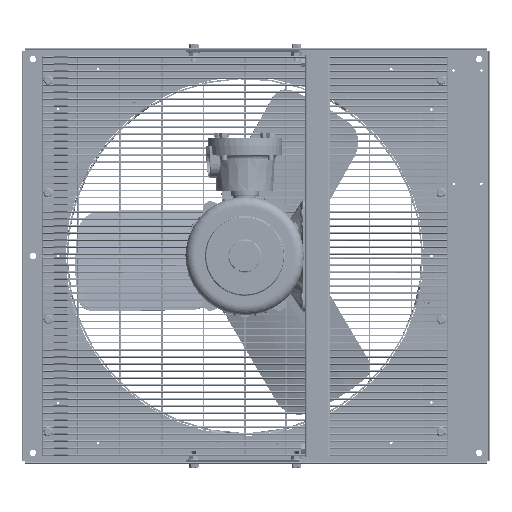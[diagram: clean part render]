
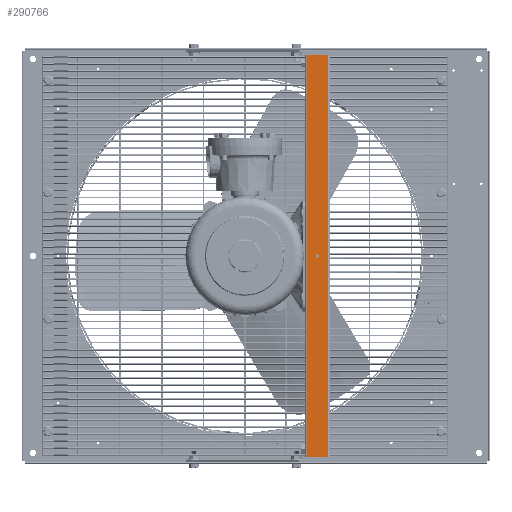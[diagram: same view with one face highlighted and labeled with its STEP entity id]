
A CAD part, left-side view. The second image highlights one B-rep face of the part: STEP entity #290766.
In plain terms, the highlighted planar face has unit normal (-1, 0, 0).
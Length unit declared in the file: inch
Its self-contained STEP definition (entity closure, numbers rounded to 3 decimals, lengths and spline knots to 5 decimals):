
#858 = PLANE ( 'NONE',  #253661 ) ;
#9231 = CARTESIAN_POINT ( 'NONE',  ( -3.98656, -0.25423, 11.73294 ) ) ;
#9690 = CARTESIAN_POINT ( 'NONE',  ( -3.98656, 1.09577, -11.73306 ) ) ;
#12971 = CARTESIAN_POINT ( 'NONE',  ( -3.98656, 0.94577, -11.73306 ) ) ;
#14162 = ORIENTED_EDGE ( 'NONE', *, *, #111557, .F. ) ;
#17052 = DIRECTION ( 'NONE',  ( 0., 0., 1. ) ) ;
#18770 = CARTESIAN_POINT ( 'NONE',  ( -3.98656, 0.94577, 11.73294 ) ) ;
#21914 = LINE ( 'NONE', #50347, #124122 ) ;
#22247 = EDGE_LOOP ( 'NONE', ( #273585, #14162 ) ) ;
#35208 = VERTEX_POINT ( 'NONE', #12971 ) ;
#37041 = AXIS2_PLACEMENT_3D ( 'NONE', #217473, #87002, #17052 ) ;
#48616 = DIRECTION ( 'NONE',  ( 0., 0., -1. ) ) ;
#50347 = CARTESIAN_POINT ( 'NONE',  ( -3.98656, 0.94577, 11.73294 ) ) ;
#51347 = CIRCLE ( 'NONE', #96824, 0.09375 ) ;
#66069 = CARTESIAN_POINT ( 'NONE',  ( -3.98656, 0.34577, 0.09369 ) ) ;
#67206 = VECTOR ( 'NONE', #103922, 39.37008 ) ;
#67444 = VERTEX_POINT ( 'NONE', #139828 ) ;
#72068 = EDGE_CURVE ( 'NONE', #166387, #35208, #21914, .T. ) ;
#82754 = CARTESIAN_POINT ( 'NONE',  ( -3.98656, 1.09577, 11.73294 ) ) ;
#87002 = DIRECTION ( 'NONE',  ( -1., 0., 0. ) ) ;
#87389 = EDGE_LOOP ( 'NONE', ( #333849, #229692, #225122, #211984 ) ) ;
#87958 = DIRECTION ( 'NONE',  ( 0., 0., -1. ) ) ;
#96824 = AXIS2_PLACEMENT_3D ( 'NONE', #137998, #275271, #312060 ) ;
#102470 = FACE_BOUND ( 'NONE', #22247, .T. ) ;
#103922 = DIRECTION ( 'NONE',  ( 0., -1., 0. ) ) ;
#111557 = EDGE_CURVE ( 'NONE', #129299, #253452, #145147, .T. ) ;
#118304 = DIRECTION ( 'NONE',  ( 0., -1., 0. ) ) ;
#124122 = VECTOR ( 'NONE', #48616, 39.37008 ) ;
#129299 = VERTEX_POINT ( 'NONE', #157678 ) ;
#136237 = FACE_OUTER_BOUND ( 'NONE', #87389, .T. ) ;
#137998 = CARTESIAN_POINT ( 'NONE',  ( -3.98656, 0.34577, -0.00006 ) ) ;
#139828 = CARTESIAN_POINT ( 'NONE',  ( -3.98656, -0.25423, 11.73294 ) ) ;
#145008 = LINE ( 'NONE', #9690, #329554 ) ;
#145147 = CIRCLE ( 'NONE', #37041, 0.09375 ) ;
#146349 = LINE ( 'NONE', #9231, #169018 ) ;
#153159 = CARTESIAN_POINT ( 'NONE',  ( -3.98656, -0.25423, -11.73306 ) ) ;
#157678 = CARTESIAN_POINT ( 'NONE',  ( -3.98656, 0.34577, -0.09381 ) ) ;
#160821 = LINE ( 'NONE', #218111, #67206 ) ;
#166387 = VERTEX_POINT ( 'NONE', #18770 ) ;
#169018 = VECTOR ( 'NONE', #338761, 39.37008 ) ;
#194928 = EDGE_CURVE ( 'NONE', #67444, #249289, #146349, .T. ) ;
#211984 = ORIENTED_EDGE ( 'NONE', *, *, #72068, .T. ) ;
#217473 = CARTESIAN_POINT ( 'NONE',  ( -3.98656, 0.34577, -0.00006 ) ) ;
#218111 = CARTESIAN_POINT ( 'NONE',  ( -3.98656, 1.09577, 11.73294 ) ) ;
#225122 = ORIENTED_EDGE ( 'NONE', *, *, #273069, .F. ) ;
#229692 = ORIENTED_EDGE ( 'NONE', *, *, #194928, .F. ) ;
#249289 = VERTEX_POINT ( 'NONE', #153159 ) ;
#253452 = VERTEX_POINT ( 'NONE', #66069 ) ;
#253661 = AXIS2_PLACEMENT_3D ( 'NONE', #82754, #312021, #87958 ) ;
#254265 = EDGE_CURVE ( 'NONE', #35208, #249289, #145008, .T. ) ;
#273069 = EDGE_CURVE ( 'NONE', #166387, #67444, #160821, .T. ) ;
#273585 = ORIENTED_EDGE ( 'NONE', *, *, #318661, .F. ) ;
#275271 = DIRECTION ( 'NONE',  ( -1., 0., 0. ) ) ;
#290766 = ADVANCED_FACE ( 'NONE', ( #102470, #136237 ), #858, .F. ) ;
#312021 = DIRECTION ( 'NONE',  ( 1., 0., 0. ) ) ;
#312060 = DIRECTION ( 'NONE',  ( 0., 0., 1. ) ) ;
#318661 = EDGE_CURVE ( 'NONE', #253452, #129299, #51347, .T. ) ;
#329554 = VECTOR ( 'NONE', #118304, 39.37008 ) ;
#333849 = ORIENTED_EDGE ( 'NONE', *, *, #254265, .T. ) ;
#338761 = DIRECTION ( 'NONE',  ( 0., 0., -1. ) ) ;
